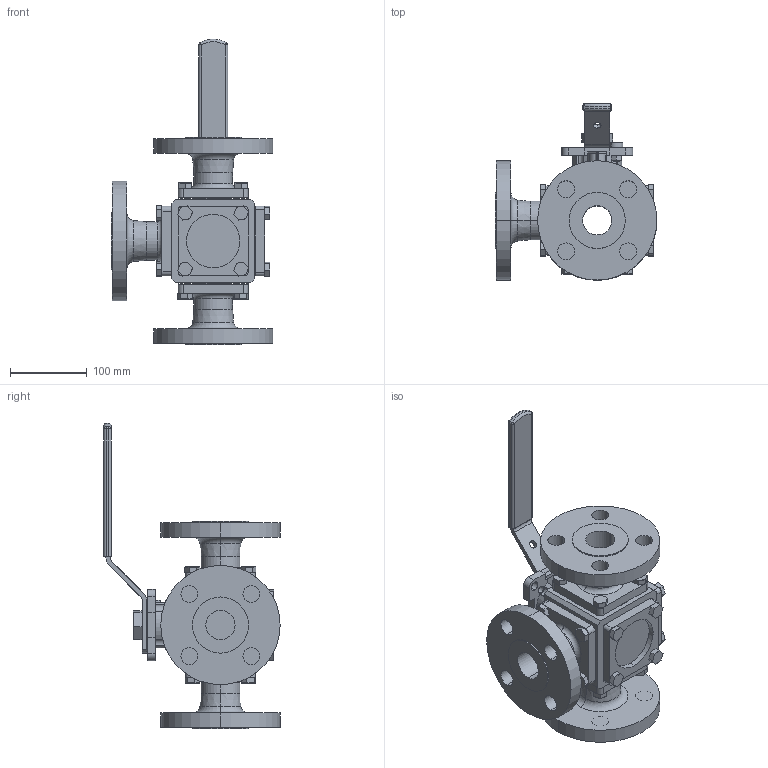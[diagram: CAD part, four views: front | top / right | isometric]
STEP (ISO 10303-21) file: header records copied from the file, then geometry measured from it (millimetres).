
FILE_DESCRIPTION (( 'STEP AP214' ), '1' );
FILE_NAME ('33-F3-0150-XXX.step', '2019-09-30T20:16:08', ( '' ), ( '' ), 'SwSTEP 2.0', 'SolidWorks 2019', '' );
FILE_SCHEMA (( 'AUTOMOTIVE_DESIGN' ));
Length unit declared in the file: millimetre
Products named in the file (2): 33-F3-0150-XXX
Bounding box: 210.72 x 229.58 x 397.81 mm (x, y, z)
Surface area: 362804.8 mm2 (no closed solid volume)
Topology: 0 solids, 39 shells, 571 faces, 1586 edges, 1045 vertices
Faces by surface type: plane 397, cylinder 137, torus 21, cone 10, sphere 4, bspline 2
Entity records: 24426 total; most frequent: CARTESIAN_POINT 3401, DIRECTION 3151, ORIENTED_EDGE 2690, EDGE_CURVE 1582, LINE 1121, VECTOR 1121, VERTEX_POINT 1045, AXIS2_PLACEMENT_3D 1015
